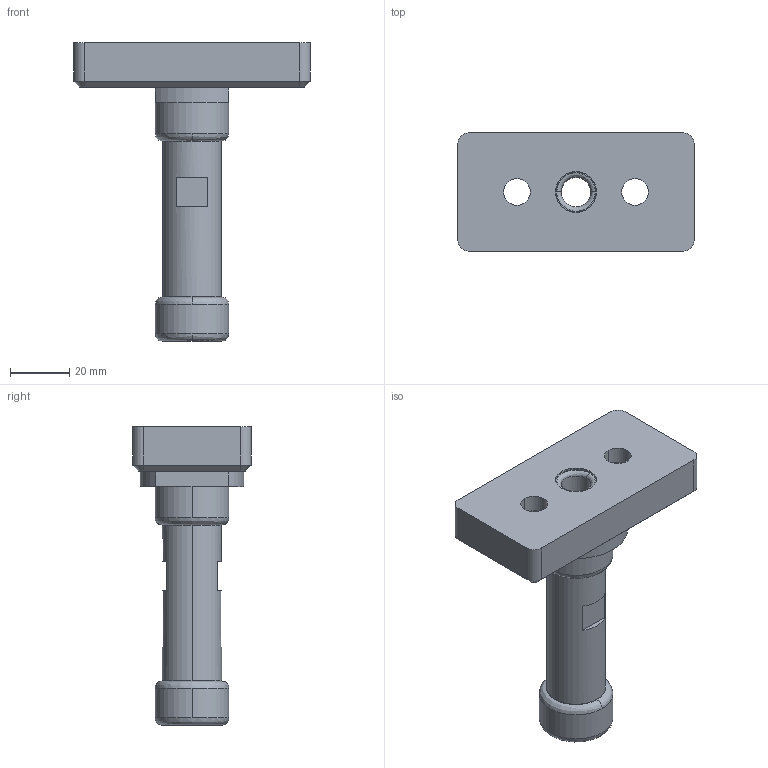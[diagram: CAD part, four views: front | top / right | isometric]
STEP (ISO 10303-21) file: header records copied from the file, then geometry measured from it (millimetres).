
FILE_DESCRIPTION (( 'STEP AP214' ), '1' );
FILE_NAME ('SA5220N.stp', '2012-08-08T19:51:04', ( 'Tony' ), ( '' ), 'SwSTEP 2.0', 'SolidWorks 2012', '' );
FILE_SCHEMA (( 'AUTOMOTIVE_DESIGN' ));
Length unit declared in the file: millimetre
Products named in the file (1): SA5220N
Bounding box: 80 x 40 x 101.1 mm (x, y, z)
Volume: 69818.2 mm3; surface area: 26118.6 mm2
Topology: 4 solids, 4 shells, 98 faces, 220 edges, 138 vertices
Faces by surface type: cylinder 38, plane 32, cone 14, bspline 14
Entity records: 3160 total; most frequent: CARTESIAN_POINT 864, DIRECTION 499, ORIENTED_EDGE 440, EDGE_CURVE 220, AXIS2_PLACEMENT_3D 207, VERTEX_POINT 138, CIRCLE 122, EDGE_LOOP 118
